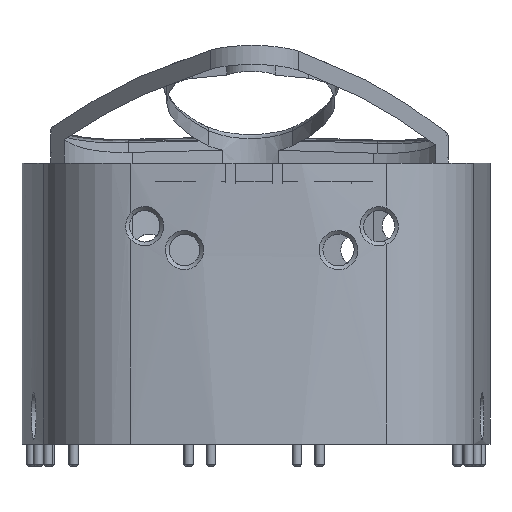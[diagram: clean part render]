
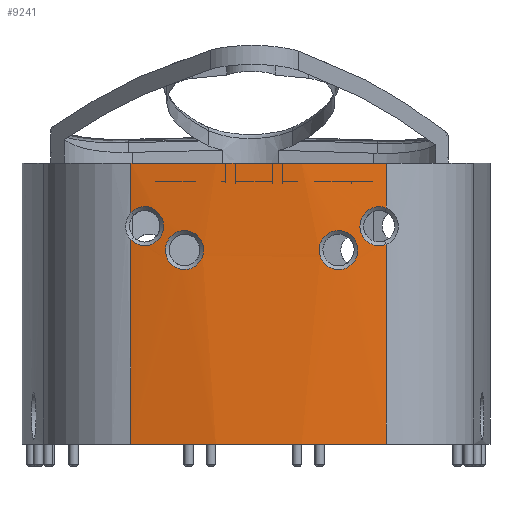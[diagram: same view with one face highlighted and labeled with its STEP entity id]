
A CAD part, front view. The second image highlights one B-rep face of the part: STEP entity #9241.
In plain terms, the highlighted cylindrical face has radius 320 mm (diameter 640 mm), a partial arc.
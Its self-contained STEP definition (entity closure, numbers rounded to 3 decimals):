
#5399=CARTESIAN_POINT('',(-65.778,4.191,180.));
#5400=VERTEX_POINT('',#5399);
#5408=CARTESIAN_POINT('',(70.646,4.366,180.));
#5409=VERTEX_POINT('',#5408);
#5410=CARTESIAN_POINT('',(2.034,316.924,180.));
#5411=DIRECTION('',(0.,0.,-1.));
#5412=DIRECTION('',(-1.,0.,0.));
#5413=AXIS2_PLACEMENT_3D('',#5410,#5411,#5412);
#5414=CIRCLE('',#5413,320.);
#5415=EDGE_CURVE('',#5409,#5400,#5414,.T.);
#6727=CARTESIAN_POINT('',(-65.778,4.191,30.));
#6728=VERTEX_POINT('',#6727);
#6729=CARTESIAN_POINT('',(70.646,4.366,30.));
#6730=VERTEX_POINT('',#6729);
#6731=CARTESIAN_POINT('',(2.034,316.924,30.));
#6732=DIRECTION('',(0.,0.,1.));
#6733=DIRECTION('',(1.,0.,-0.));
#6734=AXIS2_PLACEMENT_3D('',#6731,#6732,#6733);
#6735=CIRCLE('',#6734,320.);
#6736=EDGE_CURVE('',#6728,#6730,#6735,.T.);
#9057=CARTESIAN_POINT('',(-65.778,4.191,139.073));
#9058=VERTEX_POINT('',#9057);
#9059=CARTESIAN_POINT('',(-65.778,4.191,139.073));
#9060=DIRECTION('',(0.,0.,-1.));
#9061=VECTOR('',#9060,109.073);
#9062=LINE('',#9059,#9061);
#9063=EDGE_CURVE('',#9058,#6728,#9062,.T.);
#9065=CARTESIAN_POINT('',(-65.778,4.191,153.677));
#9066=VERTEX_POINT('',#9065);
#9077=CARTESIAN_POINT('',(-65.778,4.191,180.));
#9078=DIRECTION('',(0.,0.,-1.));
#9079=VECTOR('',#9078,26.323);
#9080=LINE('',#9077,#9079);
#9081=EDGE_CURVE('',#5400,#9066,#9080,.T.);
#9100=CARTESIAN_POINT('',(70.646,4.366,156.078));
#9101=VERTEX_POINT('',#9100);
#9102=CARTESIAN_POINT('',(70.646,4.366,156.078));
#9103=DIRECTION('',(-0.,-0.,1.));
#9104=VECTOR('',#9103,23.922);
#9105=LINE('',#9102,#9104);
#9106=EDGE_CURVE('',#9101,#5409,#9105,.T.);
#9108=CARTESIAN_POINT('',(70.646,4.366,136.686));
#9109=VERTEX_POINT('',#9108);
#9120=CARTESIAN_POINT('',(70.646,4.366,30.));
#9121=DIRECTION('',(-0.,-0.,1.));
#9122=VECTOR('',#9121,106.686);
#9123=LINE('',#9120,#9122);
#9124=EDGE_CURVE('',#6730,#9109,#9123,.T.);
#9138=CARTESIAN_POINT('',(2.034,316.924,230.));
#9139=DIRECTION('',(0.,0.,-1.));
#9140=DIRECTION('',(-1.,0.,0.));
#9141=AXIS2_PLACEMENT_3D('',#9138,#9139,#9140);
#9142=CYLINDRICAL_SURFACE('',#9141,320.);
#9143=CARTESIAN_POINT('',(-37.192,-0.663,123.172));
#9144=VERTEX_POINT('',#9143);
#9145=CARTESIAN_POINT('',(-37.192,-0.663,123.172));
#9146=CARTESIAN_POINT('',(-39.889,-0.33,123.172));
#9147=CARTESIAN_POINT('',(-42.565,0.041,124.338));
#9148=CARTESIAN_POINT('',(-44.434,0.316,126.295));
#9149=CARTESIAN_POINT('',(-46.303,0.59,128.251));
#9150=CARTESIAN_POINT('',(-47.343,0.756,130.765));
#9151=CARTESIAN_POINT('',(-47.346,0.757,133.615));
#9152=CARTESIAN_POINT('',(-47.35,0.757,136.465));
#9153=CARTESIAN_POINT('',(-46.385,0.602,138.903));
#9154=CARTESIAN_POINT('',(-44.448,0.318,140.94));
#9155=CARTESIAN_POINT('',(-42.512,0.033,142.978));
#9156=CARTESIAN_POINT('',(-39.918,-0.326,144.072));
#9157=CARTESIAN_POINT('',(-37.212,-0.661,144.078));
#9158=CARTESIAN_POINT('',(-34.507,-0.995,144.084));
#9159=CARTESIAN_POINT('',(-31.821,-1.286,142.916));
#9160=CARTESIAN_POINT('',(-29.943,-1.475,140.957));
#9161=CARTESIAN_POINT('',(-28.066,-1.663,138.998));
#9162=CARTESIAN_POINT('',(-27.024,-1.754,136.488));
#9163=CARTESIAN_POINT('',(-27.02,-1.755,133.637));
#9164=CARTESIAN_POINT('',(-27.017,-1.755,130.785));
#9165=CARTESIAN_POINT('',(-27.987,-1.671,128.344));
#9166=CARTESIAN_POINT('',(-29.93,-1.476,126.307));
#9167=CARTESIAN_POINT('',(-31.873,-1.281,124.27));
#9168=CARTESIAN_POINT('',(-34.491,-0.997,123.172));
#9169=CARTESIAN_POINT('',(-37.192,-0.663,123.172));
#9170=B_SPLINE_CURVE_WITH_KNOTS('',3,(#9145,#9146,#9147,#9148,#9149,#9150,#9151,#9152,#9153,#9154,#9155,#9156,#9157,#9158,#9159,#9160,#9161,#9162,#9163,#9164,#9165,#9166,#9167,#9168,#9169),.UNSPECIFIED.,.T.,.F.,(4,3,3,3,3,3,3,3,4),(0.,0.125,0.25,0.375,0.5,0.625,0.75,0.875,1.),.UNSPECIFIED.);
#9171=EDGE_CURVE('',#9144,#9144,#9170,.T.);
#9172=ORIENTED_EDGE('',*,*,#9171,.T.);
#9173=EDGE_LOOP('',(#9172));
#9174=FACE_BOUND('',#9173,.T.);
#9175=CARTESIAN_POINT('',(45.047,-0.172,144.086));
#9176=VERTEX_POINT('',#9175);
#9177=CARTESIAN_POINT('',(45.047,-0.172,144.086));
#9178=CARTESIAN_POINT('',(50.752,0.602,144.084));
#9179=CARTESIAN_POINT('',(55.336,1.394,139.396));
#9180=CARTESIAN_POINT('',(55.344,1.395,133.643));
#9181=CARTESIAN_POINT('',(55.351,1.397,127.891));
#9182=CARTESIAN_POINT('',(50.777,0.605,123.192));
#9183=CARTESIAN_POINT('',(45.065,-0.17,123.178));
#9184=CARTESIAN_POINT('',(39.354,-0.945,123.165));
#9185=CARTESIAN_POINT('',(34.731,-1.401,127.863));
#9186=CARTESIAN_POINT('',(34.724,-1.402,133.621));
#9187=CARTESIAN_POINT('',(34.72,-1.403,136.499));
#9188=CARTESIAN_POINT('',(35.721,-1.305,138.956));
#9189=CARTESIAN_POINT('',(37.724,-1.08,140.999));
#9190=CARTESIAN_POINT('',(39.727,-0.855,143.042));
#9191=CARTESIAN_POINT('',(42.333,-0.541,144.086));
#9192=CARTESIAN_POINT('',(45.047,-0.172,144.086));
#9193=B_SPLINE_CURVE_WITH_KNOTS('',3,(#9177,#9178,#9179,#9180,#9181,#9182,#9183,#9184,#9185,#9186,#9187,#9188,#9189,#9190,#9191,#9192),.UNSPECIFIED.,.T.,.F.,(4,3,3,3,3,4),(0.,0.25,0.5,0.75,0.875,1.),.UNSPECIFIED.);
#9194=EDGE_CURVE('',#9176,#9176,#9193,.T.);
#9195=ORIENTED_EDGE('',*,*,#9194,.T.);
#9196=EDGE_LOOP('',(#9195));
#9197=FACE_BOUND('',#9196,.T.);
#9198=ORIENTED_EDGE('',*,*,#9081,.T.);
#9199=CARTESIAN_POINT('',(-65.778,4.191,153.677));
#9200=CARTESIAN_POINT('',(-62.907,3.569,156.719));
#9201=CARTESIAN_POINT('',(-58.502,2.677,157.681));
#9202=CARTESIAN_POINT('',(-54.646,1.983,156.038));
#9203=CARTESIAN_POINT('',(-50.789,1.289,154.396));
#9204=CARTESIAN_POINT('',(-48.369,0.918,150.475));
#9205=CARTESIAN_POINT('',(-48.368,0.918,146.374));
#9206=CARTESIAN_POINT('',(-48.368,0.918,142.273));
#9207=CARTESIAN_POINT('',(-50.931,1.315,138.297));
#9208=CARTESIAN_POINT('',(-54.644,1.983,136.713));
#9209=CARTESIAN_POINT('',(-56.501,2.317,135.92));
#9210=CARTESIAN_POINT('',(-58.553,2.705,135.7));
#9211=CARTESIAN_POINT('',(-60.594,3.112,136.138));
#9212=CARTESIAN_POINT('',(-62.636,3.52,136.577));
#9213=CARTESIAN_POINT('',(-64.341,3.88,137.55));
#9214=CARTESIAN_POINT('',(-65.778,4.191,139.073));
#9215=B_SPLINE_CURVE_WITH_KNOTS('',3,(#9199,#9200,#9201,#9202,#9203,#9204,#9205,#9206,#9207,#9208,#9209,#9210,#9211,#9212,#9213,#9214),.UNSPECIFIED.,.F.,.F.,(4,3,3,3,3,4),(0.,0.25,0.5,0.75,0.875,1.),.UNSPECIFIED.);
#9216=EDGE_CURVE('',#9066,#9058,#9215,.T.);
#9217=ORIENTED_EDGE('',*,*,#9216,.T.);
#9218=ORIENTED_EDGE('',*,*,#9063,.T.);
#9219=ORIENTED_EDGE('',*,*,#6736,.T.);
#9220=ORIENTED_EDGE('',*,*,#9124,.T.);
#9221=CARTESIAN_POINT('',(70.646,4.366,136.686));
#9222=CARTESIAN_POINT('',(67.546,3.685,135.411));
#9223=CARTESIAN_POINT('',(63.837,2.936,135.802));
#9224=CARTESIAN_POINT('',(61.049,2.413,137.704));
#9225=CARTESIAN_POINT('',(58.26,1.889,139.605));
#9226=CARTESIAN_POINT('',(56.492,1.591,142.962));
#9227=CARTESIAN_POINT('',(56.49,1.591,146.38));
#9228=CARTESIAN_POINT('',(56.489,1.591,149.799));
#9229=CARTESIAN_POINT('',(58.25,1.887,153.149));
#9230=CARTESIAN_POINT('',(61.048,2.412,155.06));
#9231=CARTESIAN_POINT('',(63.846,2.937,156.97));
#9232=CARTESIAN_POINT('',(67.535,3.683,157.357));
#9233=CARTESIAN_POINT('',(70.646,4.366,156.078));
#9234=B_SPLINE_CURVE_WITH_KNOTS('',3,(#9221,#9222,#9223,#9224,#9225,#9226,#9227,#9228,#9229,#9230,#9231,#9232,#9233),.UNSPECIFIED.,.F.,.F.,(4,3,3,3,4),(0.,0.25,0.5,0.75,1.),.UNSPECIFIED.);
#9235=EDGE_CURVE('',#9109,#9101,#9234,.T.);
#9236=ORIENTED_EDGE('',*,*,#9235,.T.);
#9237=ORIENTED_EDGE('',*,*,#9106,.T.);
#9238=ORIENTED_EDGE('',*,*,#5415,.T.);
#9239=EDGE_LOOP('',(#9198,#9217,#9218,#9219,#9220,#9236,#9237,#9238));
#9240=FACE_BOUND('',#9239,.T.);
#9241=ADVANCED_FACE('',(#9174,#9197,#9240),#9142,.T.);
